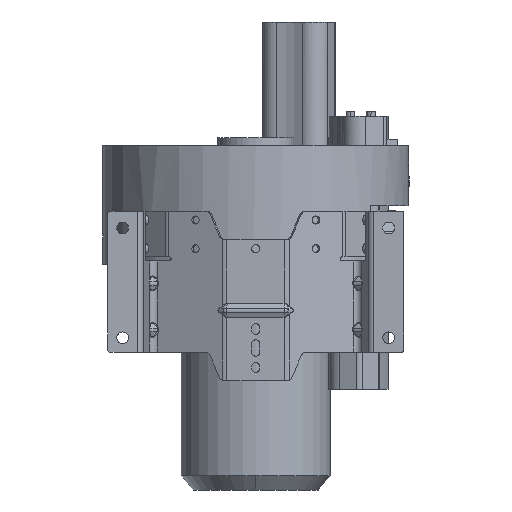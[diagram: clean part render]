
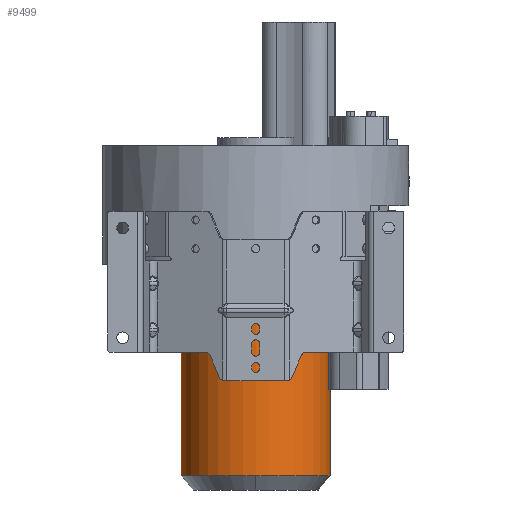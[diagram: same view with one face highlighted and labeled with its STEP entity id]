
A CAD part, front view. The second image highlights one B-rep face of the part: STEP entity #9499.
In plain terms, the highlighted cylindrical face has radius 88 mm (diameter 176 mm), a partial arc.
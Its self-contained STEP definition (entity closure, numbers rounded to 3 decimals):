
#310 = VERTEX_POINT ( 'NONE', #22768 ) ;
#821 = ORIENTED_EDGE ( 'NONE', *, *, #23253, .F. ) ;
#891 = CIRCLE ( 'NONE', #15131, 88. ) ;
#1928 = CARTESIAN_POINT ( 'NONE',  ( 88., 0., -35.13 ) ) ;
#2749 = AXIS2_PLACEMENT_3D ( 'NONE', #23595, #3130, #9226 ) ;
#3130 = DIRECTION ( 'NONE',  ( 0., 0., -1. ) ) ;
#3895 = EDGE_CURVE ( 'NONE', #15869, #8662, #25523, .T. ) ;
#4401 = VECTOR ( 'NONE', #24831, 1000. ) ;
#4523 = CARTESIAN_POINT ( 'NONE',  ( -88., 0., -35.13 ) ) ;
#5208 = AXIS2_PLACEMENT_3D ( 'NONE', #19330, #15257, #23549 ) ;
#6374 = VERTEX_POINT ( 'NONE', #24992 ) ;
#6462 = ORIENTED_EDGE ( 'NONE', *, *, #6536, .F. ) ;
#6536 = EDGE_CURVE ( 'NONE', #310, #11093, #20482, .T. ) ;
#6875 = EDGE_CURVE ( 'NONE', #310, #15869, #19086, .T. ) ;
#8662 = VERTEX_POINT ( 'NONE', #8899 ) ;
#8726 = DIRECTION ( 'NONE',  ( 1., 0., 0. ) ) ;
#8899 = CARTESIAN_POINT ( 'NONE',  ( -88., 0., -285.529 ) ) ;
#9226 = DIRECTION ( 'NONE',  ( -1., 0., 0. ) ) ;
#9293 = ORIENTED_EDGE ( 'NONE', *, *, #6875, .T. ) ;
#9499 = ADVANCED_FACE ( 'NONE', ( #13543 ), #15306, .T. ) ;
#10694 = ORIENTED_EDGE ( 'NONE', *, *, #3895, .T. ) ;
#10738 = DIRECTION ( 'NONE',  ( 0., 0., -1. ) ) ;
#11093 = VERTEX_POINT ( 'NONE', #21430 ) ;
#13543 = FACE_OUTER_BOUND ( 'NONE', #15525, .T. ) ;
#15008 = DIRECTION ( 'NONE',  ( 0., 0., -1. ) ) ;
#15131 = AXIS2_PLACEMENT_3D ( 'NONE', #18999, #10738, #8726 ) ;
#15257 = DIRECTION ( 'NONE',  ( 0., 0., -1. ) ) ;
#15306 = CYLINDRICAL_SURFACE ( 'NONE', #2749, 88. ) ;
#15525 = EDGE_LOOP ( 'NONE', ( #6462, #9293, #10694, #821, #22710 ) ) ;
#15869 = VERTEX_POINT ( 'NONE', #21800 ) ;
#17305 = CARTESIAN_POINT ( 'NONE',  ( 0., 0., -35.13 ) ) ;
#18237 = AXIS2_PLACEMENT_3D ( 'NONE', #17305, #15008, #21385 ) ;
#18656 = VECTOR ( 'NONE', #19005, 1000. ) ;
#18999 = CARTESIAN_POINT ( 'NONE',  ( 0., 0., -285.529 ) ) ;
#19005 = DIRECTION ( 'NONE',  ( 0., 0., -1. ) ) ;
#19086 = CIRCLE ( 'NONE', #18237, 88. ) ;
#19330 = CARTESIAN_POINT ( 'NONE',  ( 0., 0., -285.529 ) ) ;
#20482 = LINE ( 'NONE', #1928, #4401 ) ;
#20592 = EDGE_CURVE ( 'NONE', #11093, #6374, #891, .T. ) ;
#21221 = CIRCLE ( 'NONE', #5208, 88. ) ;
#21385 = DIRECTION ( 'NONE',  ( 1., 0., 0. ) ) ;
#21430 = CARTESIAN_POINT ( 'NONE',  ( 88., 0., -285.529 ) ) ;
#21800 = CARTESIAN_POINT ( 'NONE',  ( -88., 0., -35.13 ) ) ;
#22710 = ORIENTED_EDGE ( 'NONE', *, *, #20592, .F. ) ;
#22768 = CARTESIAN_POINT ( 'NONE',  ( 88., 0., -35.13 ) ) ;
#23253 = EDGE_CURVE ( 'NONE', #6374, #8662, #21221, .T. ) ;
#23549 = DIRECTION ( 'NONE',  ( 1., 0., 0. ) ) ;
#23595 = CARTESIAN_POINT ( 'NONE',  ( 0., 0., -35.13 ) ) ;
#24831 = DIRECTION ( 'NONE',  ( 0., 0., -1. ) ) ;
#24992 = CARTESIAN_POINT ( 'NONE',  ( 0., -88., -285.529 ) ) ;
#25523 = LINE ( 'NONE', #4523, #18656 ) ;
